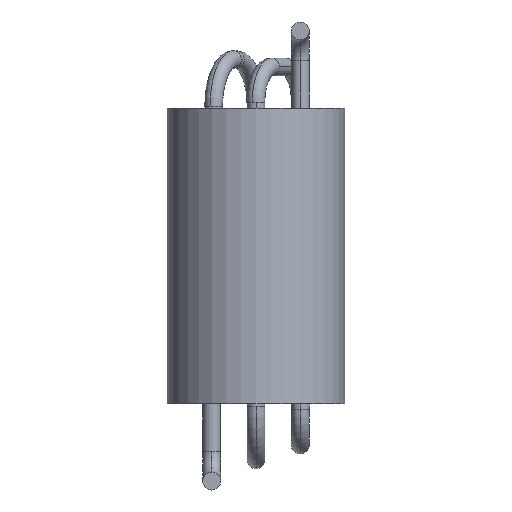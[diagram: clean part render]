
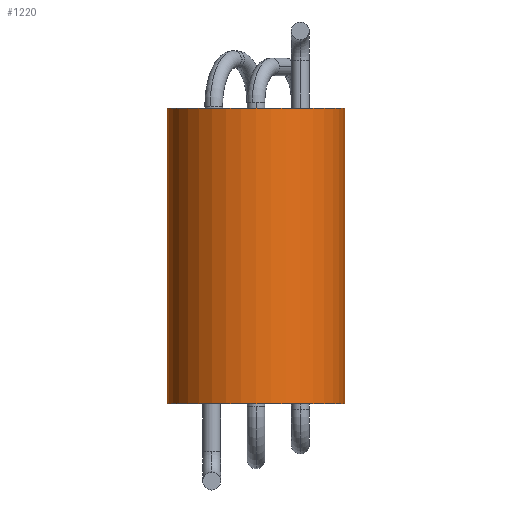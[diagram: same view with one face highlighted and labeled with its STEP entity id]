
A CAD part, front view. The second image highlights one B-rep face of the part: STEP entity #1220.
In plain terms, the highlighted cylindrical face has radius 3 mm (diameter 6 mm), a partial arc.
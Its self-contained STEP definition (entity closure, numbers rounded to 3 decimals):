
#55 = ORIENTED_EDGE ( 'NONE', *, *, #838, .T. ) ;
#69 = FACE_OUTER_BOUND ( 'NONE', #2243, .T. ) ;
#96 = DIRECTION ( 'NONE',  ( 1., 0., 0. ) ) ;
#331 = CARTESIAN_POINT ( 'NONE',  ( 3., 0., 0. ) ) ;
#363 = DIRECTION ( 'NONE',  ( 0., 0., -1. ) ) ;
#388 = CARTESIAN_POINT ( 'NONE',  ( 0., 0., 0. ) ) ;
#443 = LINE ( 'NONE', #2511, #2000 ) ;
#447 = LINE ( 'NONE', #1010, #2697 ) ;
#542 = VERTEX_POINT ( 'NONE', #331 ) ;
#560 = ORIENTED_EDGE ( 'NONE', *, *, #846, .F. ) ;
#678 = DIRECTION ( 'NONE',  ( -1., 0., 0. ) ) ;
#726 = CARTESIAN_POINT ( 'NONE',  ( -3., 0., 0. ) ) ;
#838 = EDGE_CURVE ( 'NONE', #1636, #542, #1879, .T. ) ;
#846 = EDGE_CURVE ( 'NONE', #2853, #2072, #3255, .T. ) ;
#1010 = CARTESIAN_POINT ( 'NONE',  ( 3., 0., 10. ) ) ;
#1148 = DIRECTION ( 'NONE',  ( 1., 0., 0. ) ) ;
#1220 = ADVANCED_FACE ( 'NONE', ( #69 ), #1696, .T. ) ;
#1386 = AXIS2_PLACEMENT_3D ( 'NONE', #388, #1909, #96 ) ;
#1636 = VERTEX_POINT ( 'NONE', #726 ) ;
#1696 = CYLINDRICAL_SURFACE ( 'NONE', #1840, 3. ) ;
#1703 = CARTESIAN_POINT ( 'NONE',  ( 0., 0., 10. ) ) ;
#1840 = AXIS2_PLACEMENT_3D ( 'NONE', #2696, #363, #678 ) ;
#1879 = CIRCLE ( 'NONE', #1386, 3. ) ;
#1909 = DIRECTION ( 'NONE',  ( 0., 0., 1. ) ) ;
#1989 = AXIS2_PLACEMENT_3D ( 'NONE', #1703, #2743, #1148 ) ;
#2000 = VECTOR ( 'NONE', #2529, 1000. ) ;
#2021 = EDGE_CURVE ( 'NONE', #2072, #542, #447, .T. ) ;
#2072 = VERTEX_POINT ( 'NONE', #2269 ) ;
#2243 = EDGE_LOOP ( 'NONE', ( #2755, #560, #3250, #55 ) ) ;
#2269 = CARTESIAN_POINT ( 'NONE',  ( 3., 0., 10. ) ) ;
#2511 = CARTESIAN_POINT ( 'NONE',  ( -3., 0., 10. ) ) ;
#2529 = DIRECTION ( 'NONE',  ( 0., 0., -1. ) ) ;
#2696 = CARTESIAN_POINT ( 'NONE',  ( 0., 0., 10. ) ) ;
#2697 = VECTOR ( 'NONE', #3305, 1000. ) ;
#2743 = DIRECTION ( 'NONE',  ( 0., 0., 1. ) ) ;
#2755 = ORIENTED_EDGE ( 'NONE', *, *, #2021, .F. ) ;
#2848 = CARTESIAN_POINT ( 'NONE',  ( -3., 0., 10. ) ) ;
#2853 = VERTEX_POINT ( 'NONE', #2848 ) ;
#3053 = EDGE_CURVE ( 'NONE', #2853, #1636, #443, .T. ) ;
#3250 = ORIENTED_EDGE ( 'NONE', *, *, #3053, .T. ) ;
#3255 = CIRCLE ( 'NONE', #1989, 3. ) ;
#3305 = DIRECTION ( 'NONE',  ( 0., 0., -1. ) ) ;
